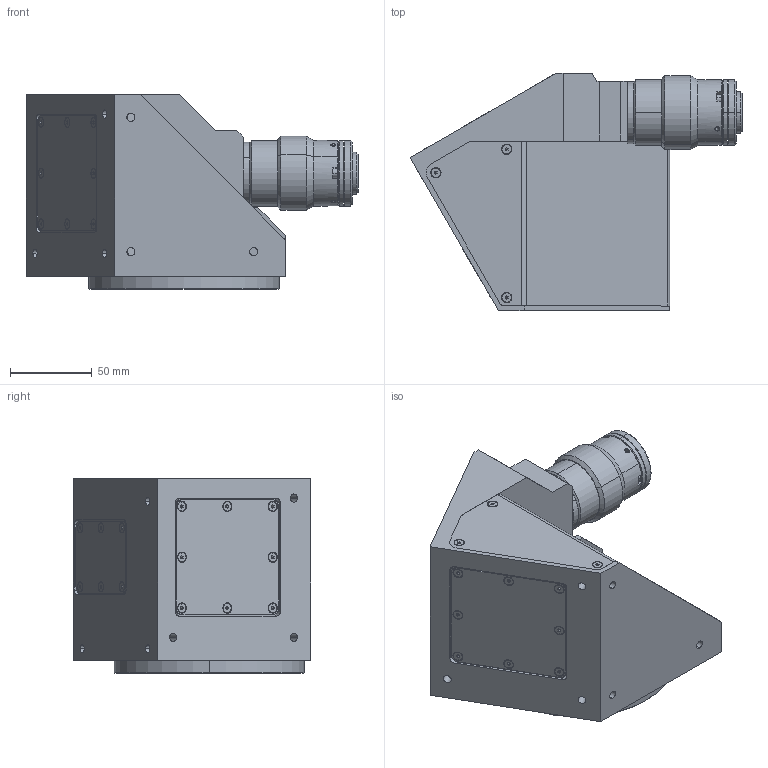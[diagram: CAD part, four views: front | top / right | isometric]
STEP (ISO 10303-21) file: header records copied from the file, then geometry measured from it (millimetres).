
FILE_DESCRIPTION (( 'STEP AP203' ), '1' );
FILE_NAME ('DP23964_TCCR2M080-C.step', '2021-10-18T10:49:04', ( '' ), ( '' ), 'SwSTEP 2.0', 'SolidWorks 2021', '' );
FILE_SCHEMA (( 'CONFIG_CONTROL_DESIGN' ));
Length unit declared in the file: millimetre
Products named in the file (1): DP23964_TCCR2M080-C
Bounding box: 202.55 x 145 x 118.9 mm (x, y, z)
Surface area: 114388.6 mm2 (no closed solid volume)
Topology: 0 solids, 55 shells, 357 faces, 1167 edges, 830 vertices
Faces by surface type: plane 140, cylinder 107, cone 102, torus 6, sphere 2
Entity records: 12779 total; most frequent: CARTESIAN_POINT 2481, DIRECTION 2276, ORIENTED_EDGE 1728, EDGE_CURVE 1131, VERTEX_POINT 830, AXIS2_PLACEMENT_3D 809, LINE 658, VECTOR 658
